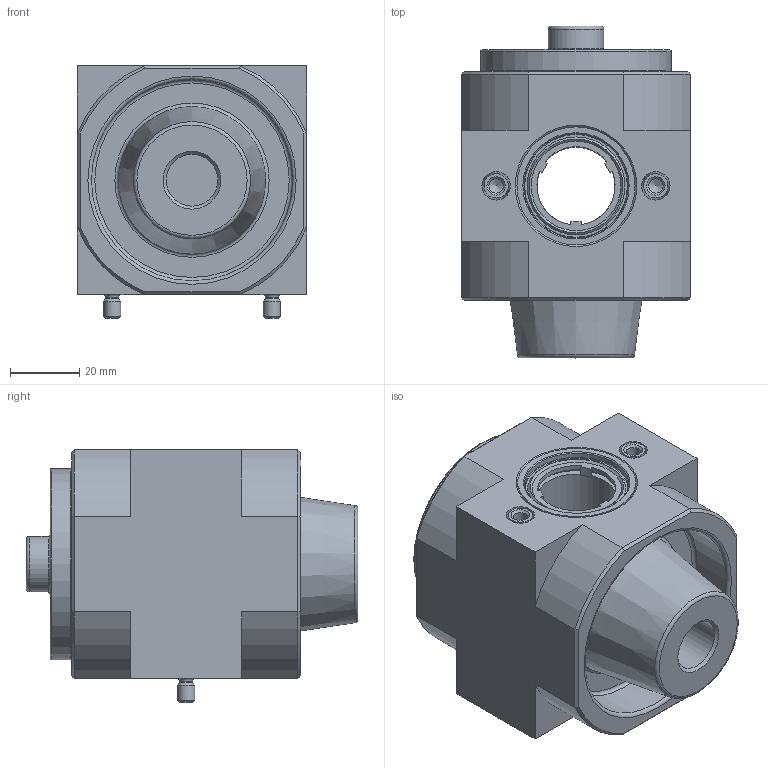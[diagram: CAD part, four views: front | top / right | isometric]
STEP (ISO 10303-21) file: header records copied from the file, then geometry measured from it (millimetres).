
FILE_DESCRIPTION(/* description */ ('STEP AP214'),/* implementation_level */ '2;1');
FILE_NAME(/* name */ '193257_HEP-D-MAXI',/* time_stamp */ '2024-08-29T04:21:53+02:00',/* author */ ('License CC BY-ND 4.0'),/* organization */ ('CADENAS'),/* preprocessor_version */ 'ST-DEVELOPER v19.3',/* originating_system */ 'PARTsolutions',/* authorisation */ ' ');
FILE_SCHEMA (('AUTOMOTIVE_DESIGN {1 0 10303 214 3 1 1}'));
Length unit declared in the file: millimetre
Products named in the file (3): 193257 HEP-D-MAXI; 397002 HEP-D-MAXI; 234370 FRB-D-MAXI
Assembly tree (3 placements, depth 2):
  193257 HEP-D-MAXI
    397002 HEP-D-MAXI
    234370 FRB-D-MAXI  x2
Bounding box: 66 x 95.6 x 72.8 mm (x, y, z)
Volume: 250519.1 mm3; surface area: 44727 mm2
Topology: 3 solids, 3 shells, 308 faces, 690 edges, 415 vertices
Faces by surface type: plane 183, cylinder 65, cone 39, torus 17, sphere 4
Full cylindrical faces by diameter (mm): 3.7 x2, 4.134 x2, 5 x2, 7 x2, 8 x4, 8.2 x4, 8.566 x1, 14.95 x1, 16 x1, 22.5 x1, 30 x2, 34 x2, 51.8 x1, 55 x1, 58 x1
Entity records: 9840 total; most frequent: DIRECTION 1392, CARTESIAN_POINT 1376, ORIENTED_EDGE 1194, EDGE_CURVE 597, AXIS2_PLACEMENT_3D 524, VERTEX_POINT 396, FACE_BOUND 391, EDGE_LOOP 390
